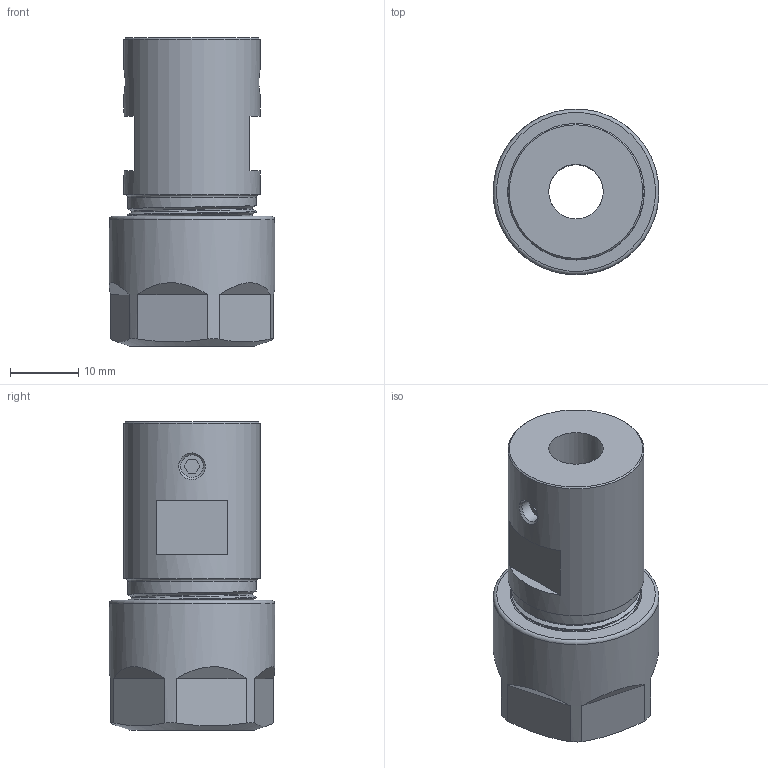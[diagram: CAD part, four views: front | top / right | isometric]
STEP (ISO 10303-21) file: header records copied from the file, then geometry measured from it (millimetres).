
FILE_DESCRIPTION(('FreeCAD Model'),'2;1');
FILE_NAME('ER16_ColletChuck.step','2020-07-01T23:35:43',(''),(''), 'Open CASCADE STEP processor 7.3','FreeCAD','Unknown');
FILE_SCHEMA(('CONFIG_CONTROL_DESIGN','SHAPE_APPEARANCE_LAYER_MIM'));
Length unit declared in the file: millimetre
Products named in the file (5): Receptacle; Collet_d8; grub_screw_M4x4_002; grub_screw_M4x4_001; Nut
Bounding box: 24.28 x 24.3 x 45.2 mm (x, y, z)
Volume: 12262.4 mm3; surface area: 11909.8 mm2
Topology: 5 solids, 5 shells, 306 faces, 773 edges, 479 vertices
Faces by surface type: plane 144, bspline 75, cylinder 53, cone 31, torus 3
Full cylindrical faces by diameter (mm): 3.3 x2, 4 x2, 8 x2, 12 x1, 12.8 x1, 18 x1, 18.1 x9, 18.9 x10, 19.3 x1, 20 x1, 24.3 x1
Entity records: 21368 total; most frequent: CARTESIAN_POINT 14302, ORIENTED_EDGE 1546, DIRECTION 1313, EDGE_CURVE 773, AXIS2_PLACEMENT_3D 501, VERTEX_POINT 479, FACE_BOUND 319, EDGE_LOOP 319
